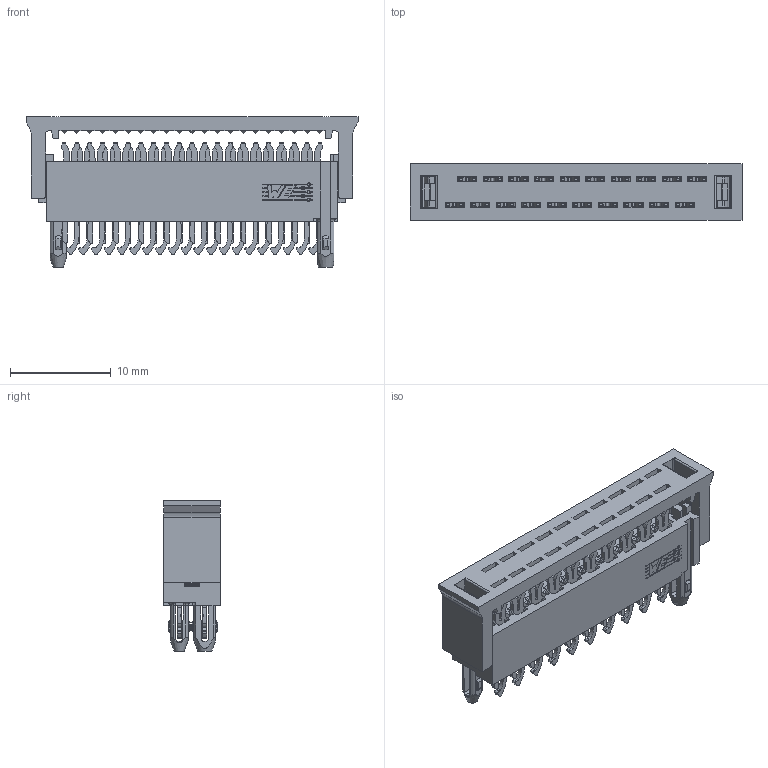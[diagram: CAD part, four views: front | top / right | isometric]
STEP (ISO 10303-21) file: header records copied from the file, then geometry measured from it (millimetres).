
FILE_DESCRIPTION(/* description */ ('Unknown'),/* implementation_level */ '2;1');
FILE_NAME(/* name */ '490107672012',/* time_stamp */ '2019-03-18T15:52:02+01:00',/* author */ ('Unknown'),/* organization */ ('Unknown'),/* preprocessor_version */ 'ST-DEVELOPER v16.7',/* originating_system */ 'DEX',/* authorisation */ $);
FILE_SCHEMA (('AUTOMOTIVE_DESIGN {1 0 10303 214 3 1 1}'));
Products named in the file (4): WST1P2.54_20; CT422_00.4.2.1.1.1.1.1.1_0; BS697_20_0; BS698_20_0
Assembly tree (22 placements, depth 2):
  WST1P2.54_20
    CT422_00.4.2.1.1.1.1.1.1_0  x20
    BS697_20_0
    BS698_20_0
Bounding box: 32.99 x 5.6 x 14.95 mm (x, y, z)
Volume: 1189.8 mm3; surface area: 3248.4 mm2
Topology: 22 solids, 22 shells, 3912 faces, 11243 edges, 7373 vertices
Faces by surface type: plane 2471, cylinder 1391, bspline 32, cone 10, torus 8
Full cylindrical faces by diameter (mm): 0.241 x4
Entity records: 76081 total; most frequent: CARTESIAN_POINT 14187, ORIENTED_EDGE 12552, DIRECTION 11765, EDGE_CURVE 6276, LINE 4957, VECTOR 4957, VERTEX_POINT 4065, AXIS2_PLACEMENT_3D 3404
